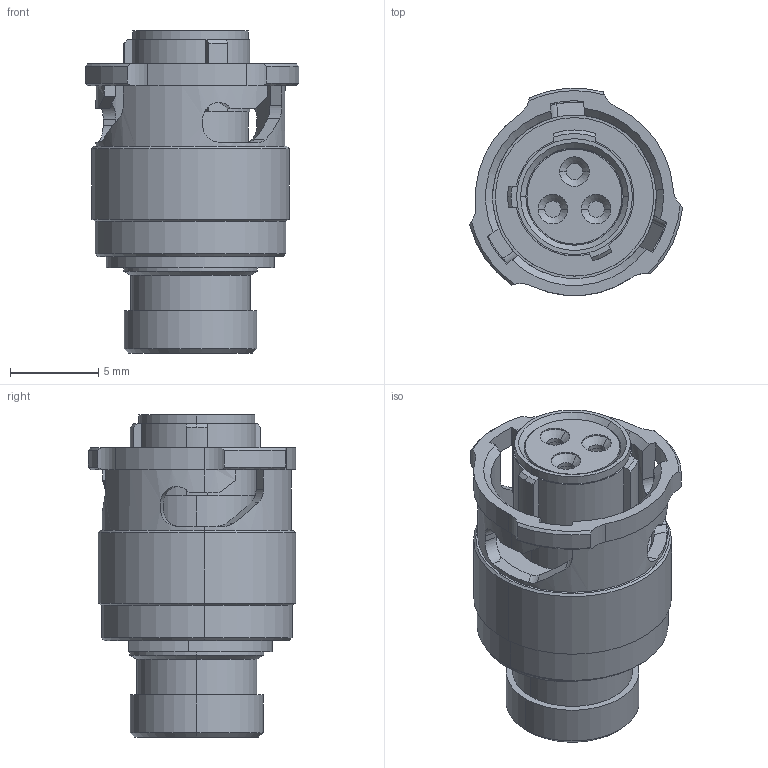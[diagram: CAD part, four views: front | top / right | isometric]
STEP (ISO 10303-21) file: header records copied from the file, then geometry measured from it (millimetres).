
FILE_DESCRIPTION (( 'STEP AP214' ), '1' );
FILE_NAME ('ASU603-03SC-HE.STEP', '2018-08-17T09:04:09', ( 'TE Connectivity' ), ( 'TE Connectivity' ), 'SwSTEP 2.0', 'SolidWorks 2016', '' );
FILE_SCHEMA (( 'AUTOMOTIVE_DESIGN' ));
Length unit declared in the file: millimetre
Products named in the file (1): ASU603-03SC-HE
Bounding box: 12.12 x 11.76 x 18.3 mm (x, y, z)
Volume: 924.6 mm3; surface area: 2508.7 mm2
Topology: 8 solids, 8 shells, 323 faces, 804 edges, 507 vertices
Faces by surface type: cylinder 155, plane 88, cone 54, torus 26
Entity records: 13527 total; most frequent: CARTESIAN_POINT 1920, DIRECTION 1780, ORIENTED_EDGE 1608, EDGE_CURVE 804, AXIS2_PLACEMENT_3D 715, VERTEX_POINT 507, CIRCLE 391, EDGE_LOOP 363
